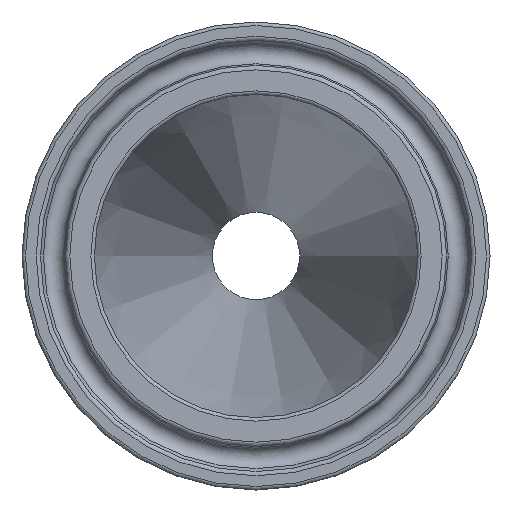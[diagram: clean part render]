
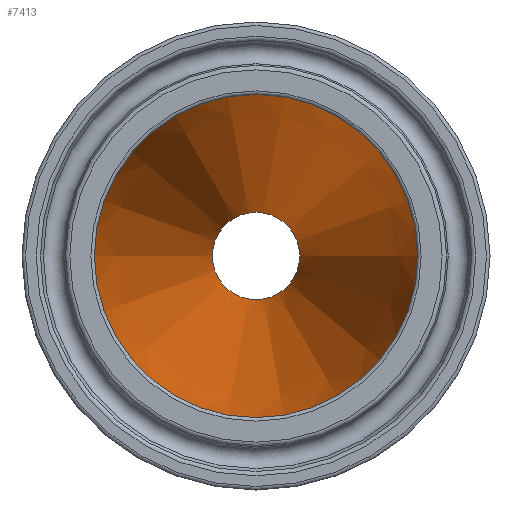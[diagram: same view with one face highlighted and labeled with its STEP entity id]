
A CAD part, left-side view. The second image highlights one B-rep face of the part: STEP entity #7413.
In plain terms, the highlighted conical face has half-angle 11.31 degrees and reference radius 11.049 mm.
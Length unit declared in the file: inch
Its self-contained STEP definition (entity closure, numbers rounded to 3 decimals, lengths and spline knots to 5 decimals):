
#119=FACE_BOUND('',#1348,.T.);
#893=FACE_OUTER_BOUND('',#1347,.T.);
#1347=EDGE_LOOP('',(#6891));
#1348=EDGE_LOOP('',(#6892));
#2512=CIRCLE('',#7810,0.185);
#2516=CIRCLE('',#7818,0.685);
#3636=VERTEX_POINT('',#16337);
#3640=VERTEX_POINT('',#16349);
#4728=EDGE_CURVE('',#3636,#3636,#2512,.T.);
#4732=EDGE_CURVE('',#3640,#3640,#2516,.T.);
#6891=ORIENTED_EDGE('',*,*,#4732,.F.);
#6892=ORIENTED_EDGE('',*,*,#4728,.T.);
#6969=CONICAL_SURFACE('',#7817,0.435,11.31);
#7413=ADVANCED_FACE('',(#893,#119),#6969,.F.);
#7810=AXIS2_PLACEMENT_3D('',#16338,#9099,#9100);
#7817=AXIS2_PLACEMENT_3D('',#16348,#9113,#9114);
#7818=AXIS2_PLACEMENT_3D('',#16350,#9115,#9116);
#9099=DIRECTION('center_axis',(1.,0.,0.));
#9100=DIRECTION('ref_axis',(0.,-1.,0.));
#9113=DIRECTION('center_axis',(-1.,0.,0.));
#9114=DIRECTION('ref_axis',(0.,-1.,0.));
#9115=DIRECTION('center_axis',(1.,0.,0.));
#9116=DIRECTION('ref_axis',(0.,-1.,0.));
#16337=CARTESIAN_POINT('',(3.,-0.185,0.));
#16338=CARTESIAN_POINT('Origin',(3.,0.,0.));
#16348=CARTESIAN_POINT('Origin',(1.75,0.,0.));
#16349=CARTESIAN_POINT('',(0.5,-0.685,0.));
#16350=CARTESIAN_POINT('Origin',(0.5,0.,0.));
